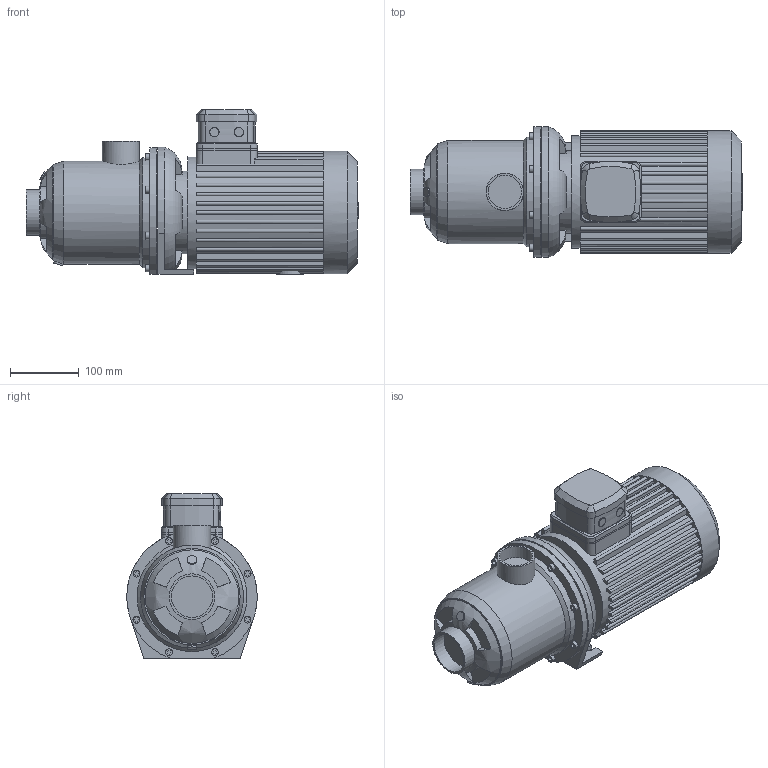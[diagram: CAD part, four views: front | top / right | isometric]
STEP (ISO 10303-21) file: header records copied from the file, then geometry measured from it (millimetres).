
FILE_DESCRIPTION(/* description */ (''),/* implementation_level */ '2;1');
FILE_NAME(/* name */ '3d_MHI1602-1_E_3-400-50-2_IE3-4210710.stp',/* time_stamp */ '2016-12-16T20:58:44+01:00',/* author */ ('Łukasz'),/* organization */ (''),/* preprocessor_version */ 'ST-DEVELOPER v16.1',/* originating_system */ 'AutoCAD Mechanical',/* authorisation */ '');
FILE_SCHEMA (('AUTOMOTIVE_DESIGN { 1 0 10303 214 3 1 1 }'));
Length unit declared in the file: millimetre
Products named in the file (1): Product
Bounding box: 483 x 189.96 x 240 mm (x, y, z)
Volume: 10067805.2 mm3; surface area: 537449.1 mm2
Topology: 9 solids, 9 shells, 448 faces, 1143 edges, 742 vertices
Faces by surface type: plane 304, cylinder 102, bspline 25, cone 16, torus 1
Full cylindrical faces by diameter (mm): 10 x8, 13.5 x4, 20 x1, 40 x1, 48.3 x1, 54.3 x1, 60.3 x1, 66.3 x1, 120 x1, 136 x1, 150 x1, 160 x1, 163 x1, 178 x1
Entity records: 14094 total; most frequent: CARTESIAN_POINT 3230, DIRECTION 2256, ORIENTED_EDGE 2212, EDGE_CURVE 1106, AXIS2_PLACEMENT_3D 792, VERTEX_POINT 734, LINE 672, VECTOR 672
